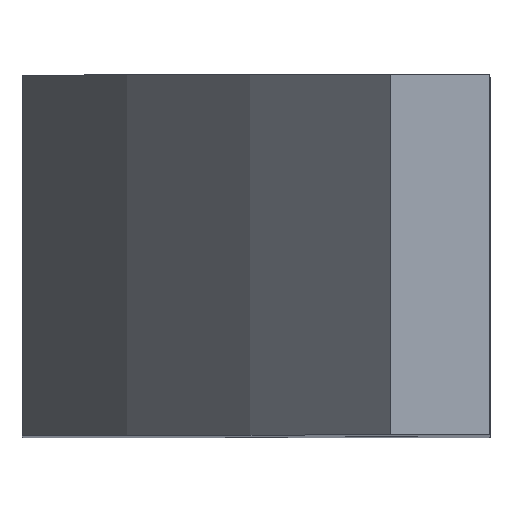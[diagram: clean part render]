
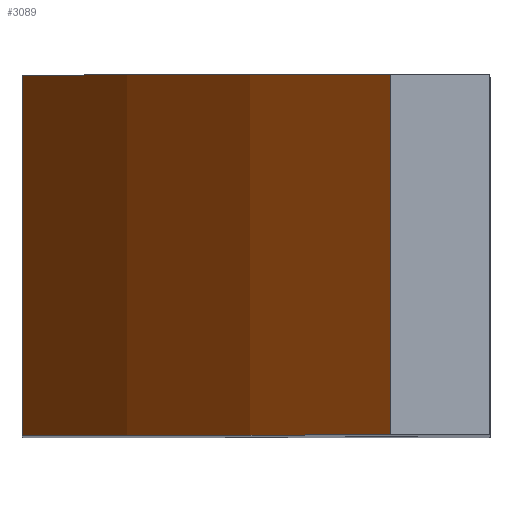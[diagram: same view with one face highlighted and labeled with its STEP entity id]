
A CAD part, top view. The second image highlights one B-rep face of the part: STEP entity #3089.
In plain terms, the highlighted free-form (B-spline) face has degree [1, 2] with [2, 3] control points.
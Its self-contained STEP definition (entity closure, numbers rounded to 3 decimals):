
#15=ELLIPSE('',#3291,229.521,224.595);
#16=ELLIPSE('',#3292,229.521,224.595);
#17=(
BOUNDED_SURFACE()
B_SPLINE_SURFACE(1,2,((#10676,#10677,#10678),(#10679,#10680,#10681)),
 .UNSPECIFIED.,.F.,.F.,.F.)
B_SPLINE_SURFACE_WITH_KNOTS((2,2),(3,3),(0.,0.152),(-2.714,
-2.427),.UNSPECIFIED.)
GEOMETRIC_REPRESENTATION_ITEM()
RATIONAL_B_SPLINE_SURFACE(((1.,0.99,1.),(1.,0.99,
1.)))
REPRESENTATION_ITEM('')
SURFACE()
);
#292=FACE_OUTER_BOUND('',#474,.T.);
#474=EDGE_LOOP('',(#2778,#2779,#2780,#2781));
#912=LINE('',#10675,#1115);
#913=LINE('',#10686,#1116);
#1115=VECTOR('',#3885,10.);
#1116=VECTOR('',#3890,10.);
#1426=VERTEX_POINT('',#10671);
#1427=VERTEX_POINT('',#10673);
#1428=VERTEX_POINT('',#10682);
#1429=VERTEX_POINT('',#10684);
#1888=EDGE_CURVE('',#1426,#1427,#912,.T.);
#1889=EDGE_CURVE('',#1428,#1426,#15,.T.);
#1890=EDGE_CURVE('',#1429,#1427,#16,.T.);
#1891=EDGE_CURVE('',#1428,#1429,#913,.T.);
#2778=ORIENTED_EDGE('',*,*,#1889,.T.);
#2779=ORIENTED_EDGE('',*,*,#1888,.T.);
#2780=ORIENTED_EDGE('',*,*,#1890,.F.);
#2781=ORIENTED_EDGE('',*,*,#1891,.F.);
#3089=ADVANCED_FACE('',(#292),#17,.F.);
#3291=AXIS2_PLACEMENT_3D('',#10683,#3886,#3887);
#3292=AXIS2_PLACEMENT_3D('',#10685,#3888,#3889);
#3885=DIRECTION('',(0.,1.,0.));
#3886=DIRECTION('center_axis',(0.,1.,0.));
#3887=DIRECTION('ref_axis',(1.,0.,-0.006));
#3888=DIRECTION('center_axis',(0.,1.,0.));
#3889=DIRECTION('ref_axis',(1.,0.,-0.006));
#3890=DIRECTION('',(0.,1.,0.));
#10671=CARTESIAN_POINT('',(241.982,0.,386.187));
#10673=CARTESIAN_POINT('',(241.982,35.,386.187));
#10675=CARTESIAN_POINT('',(241.982,0.,386.187));
#10676=CARTESIAN_POINT('Ctrl Pts',(206.186,0.,332.458));
#10677=CARTESIAN_POINT('Ctrl Pts',(220.122,0.,361.85));
#10678=CARTESIAN_POINT('Ctrl Pts',(241.982,0.,386.187));
#10679=CARTESIAN_POINT('Ctrl Pts',(206.186,35.,332.458));
#10680=CARTESIAN_POINT('Ctrl Pts',(220.122,35.,361.85));
#10681=CARTESIAN_POINT('Ctrl Pts',(241.982,35.,386.187));
#10682=CARTESIAN_POINT('',(206.186,0.,332.458));
#10683=CARTESIAN_POINT('Origin',(414.395,0.,237.888));
#10684=CARTESIAN_POINT('',(206.186,35.,332.458));
#10685=CARTESIAN_POINT('Origin',(414.395,35.,237.888));
#10686=CARTESIAN_POINT('',(206.186,0.,332.458));
